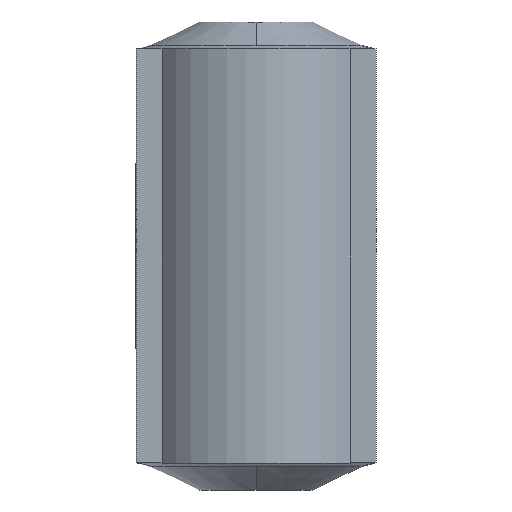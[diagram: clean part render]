
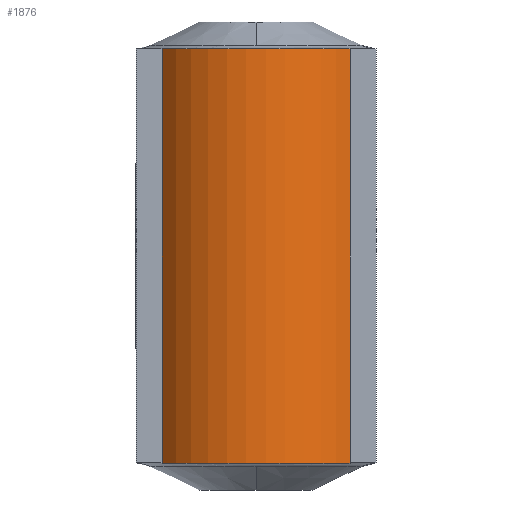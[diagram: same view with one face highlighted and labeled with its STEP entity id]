
A CAD part, left-side view. The second image highlights one B-rep face of the part: STEP entity #1876.
In plain terms, the highlighted cylindrical face has radius 10.1 mm (diameter 20.2 mm), a partial arc.
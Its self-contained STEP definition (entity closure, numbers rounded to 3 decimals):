
#60 = VERTEX_POINT ( 'NONE', #1534 ) ;
#70 = CARTESIAN_POINT ( 'NONE',  ( 0., 2.168, -17.251 ) ) ;
#89 = DIRECTION ( 'NONE',  ( 1., 0., 0. ) ) ;
#201 = CARTESIAN_POINT ( 'NONE',  ( 0., 2.168, 17.251 ) ) ;
#255 = AXIS2_PLACEMENT_3D ( 'NONE', #3422, #1768, #2857 ) ;
#541 = EDGE_CURVE ( 'NONE', #60, #1198, #1822, .T. ) ;
#593 = VECTOR ( 'NONE', #976, 1000. ) ;
#766 = VERTEX_POINT ( 'NONE', #201 ) ;
#827 = CIRCLE ( 'NONE', #2495, 10.1 ) ;
#861 = CYLINDRICAL_SURFACE ( 'NONE', #1844, 10.1 ) ;
#885 = CARTESIAN_POINT ( 'NONE',  ( 6.378, 10., -17.25 ) ) ;
#976 = DIRECTION ( 'NONE',  ( 0., 0., 1. ) ) ;
#1081 = CARTESIAN_POINT ( 'NONE',  ( 0., 17.832, -17.25 ) ) ;
#1156 = DIRECTION ( 'NONE',  ( 0., 0., 1. ) ) ;
#1164 = EDGE_LOOP ( 'NONE', ( #1871, #2453, #1829, #1383 ) ) ;
#1198 = VERTEX_POINT ( 'NONE', #1747 ) ;
#1383 = ORIENTED_EDGE ( 'NONE', *, *, #2079, .T. ) ;
#1534 = CARTESIAN_POINT ( 'NONE',  ( 0., 17.832, -17.251 ) ) ;
#1747 = CARTESIAN_POINT ( 'NONE',  ( 0., 17.832, 17.251 ) ) ;
#1768 = DIRECTION ( 'NONE',  ( 0., 0., 1. ) ) ;
#1822 = LINE ( 'NONE', #1081, #3008 ) ;
#1829 = ORIENTED_EDGE ( 'NONE', *, *, #541, .F. ) ;
#1844 = AXIS2_PLACEMENT_3D ( 'NONE', #885, #1156, #2262 ) ;
#1871 = ORIENTED_EDGE ( 'NONE', *, *, #3195, .T. ) ;
#1876 = ADVANCED_FACE ( 'NONE', ( #2081 ), #861, .T. ) ;
#1945 = VERTEX_POINT ( 'NONE', #70 ) ;
#2032 = LINE ( 'NONE', #2832, #593 ) ;
#2079 = EDGE_CURVE ( 'NONE', #60, #1945, #3271, .T. ) ;
#2081 = FACE_OUTER_BOUND ( 'NONE', #1164, .T. ) ;
#2262 = DIRECTION ( 'NONE',  ( 1., 0., 0. ) ) ;
#2453 = ORIENTED_EDGE ( 'NONE', *, *, #3106, .T. ) ;
#2495 = AXIS2_PLACEMENT_3D ( 'NONE', #2547, #3114, #89 ) ;
#2547 = CARTESIAN_POINT ( 'NONE',  ( 6.378, 10., 17.251 ) ) ;
#2832 = CARTESIAN_POINT ( 'NONE',  ( 0., 2.168, -17.25 ) ) ;
#2857 = DIRECTION ( 'NONE',  ( 1., 0., 0. ) ) ;
#3008 = VECTOR ( 'NONE', #3282, 1000. ) ;
#3106 = EDGE_CURVE ( 'NONE', #766, #1198, #827, .T. ) ;
#3114 = DIRECTION ( 'NONE',  ( 0., 0., -1. ) ) ;
#3195 = EDGE_CURVE ( 'NONE', #1945, #766, #2032, .T. ) ;
#3271 = CIRCLE ( 'NONE', #255, 10.1 ) ;
#3282 = DIRECTION ( 'NONE',  ( 0., 0., 1. ) ) ;
#3422 = CARTESIAN_POINT ( 'NONE',  ( 6.378, 10., -17.251 ) ) ;
